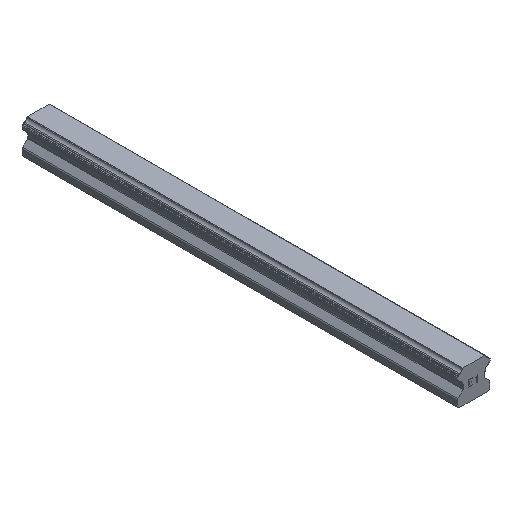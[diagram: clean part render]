
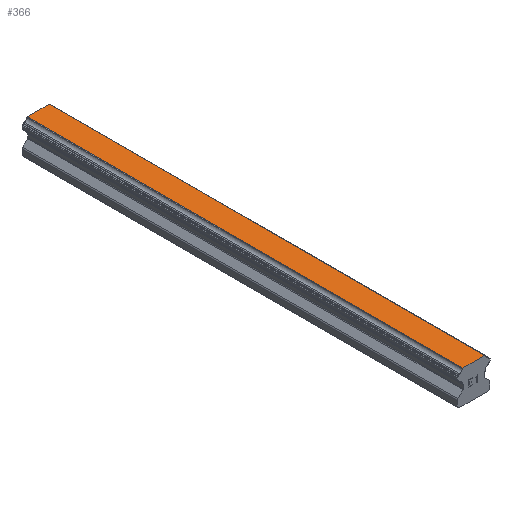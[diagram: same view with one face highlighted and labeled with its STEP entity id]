
A CAD part, isometric view. The second image highlights one B-rep face of the part: STEP entity #366.
In plain terms, the highlighted planar face has unit normal (0, 0, 1).
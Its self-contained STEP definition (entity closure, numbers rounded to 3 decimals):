
#366=ADVANCED_FACE('',(#755),#756,.T.);
#755=FACE_OUTER_BOUND('',#1164,.T.);
#756=PLANE('',#1165);
#1164=EDGE_LOOP('',(#2274,#2275,#2276,#2277));
#1165=AXIS2_PLACEMENT_3D('',#2278,#2279,#2280);
#2274=ORIENTED_EDGE('',*,*,#2840,.T.);
#2275=ORIENTED_EDGE('',*,*,#2930,.F.);
#2276=ORIENTED_EDGE('',*,*,#2702,.T.);
#2277=ORIENTED_EDGE('',*,*,#2928,.T.);
#2278=CARTESIAN_POINT('',(0.,200.0,15.));
#2279=DIRECTION('',(0.0,0.0,1.0));
#2280=DIRECTION('',(-1.0,0.0,0.0));
#2702=EDGE_CURVE('',#3315,#3313,#3316,.T.);
#2840=EDGE_CURVE('',#3546,#3544,#3547,.T.);
#2928=EDGE_CURVE('',#3313,#3546,#3657,.T.);
#2930=EDGE_CURVE('',#3315,#3544,#3659,.T.);
#3313=VERTEX_POINT('',#4183);
#3315=VERTEX_POINT('',#4186);
#3316=LINE('',#4187,#4188);
#3544=VERTEX_POINT('',#4502);
#3546=VERTEX_POINT('',#4505);
#3547=LINE('',#4506,#4507);
#3657=LINE('',#4651,#4652);
#3659=LINE('',#4654,#4655);
#4183=CARTESIAN_POINT('',(-5.049,200.0,15.));
#4186=CARTESIAN_POINT('',(5.049,200.0,15.));
#4187=CARTESIAN_POINT('',(5.049,200.0,15.));
#4188=VECTOR('',#4935,1.0);
#4502=CARTESIAN_POINT('',(5.049,0.0,15.));
#4505=CARTESIAN_POINT('',(-5.049,0.0,15.));
#4506=CARTESIAN_POINT('',(5.049,0.0,15.));
#4507=VECTOR('',#5101,1.0);
#4651=CARTESIAN_POINT('',(-5.049,200.0,15.));
#4652=VECTOR('',#5199,1.0);
#4654=CARTESIAN_POINT('',(5.049,200.0,15.));
#4655=VECTOR('',#5200,1.0);
#4935=DIRECTION('',(-1.0,0.0,0.0));
#5101=DIRECTION('',(1.0,0.0,0.0));
#5199=DIRECTION('',(0.0,-1.0,0.0));
#5200=DIRECTION('',(0.0,-1.0,0.0));
